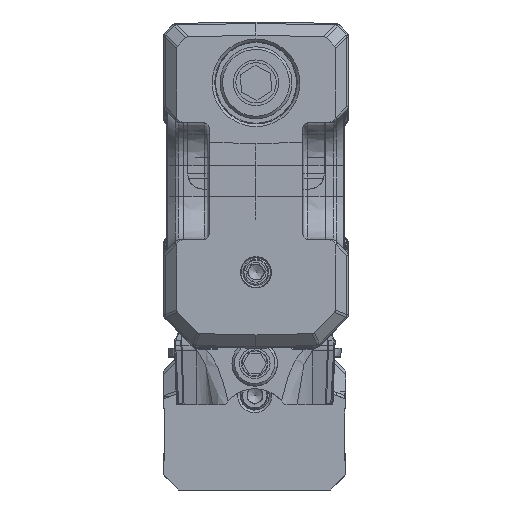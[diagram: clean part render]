
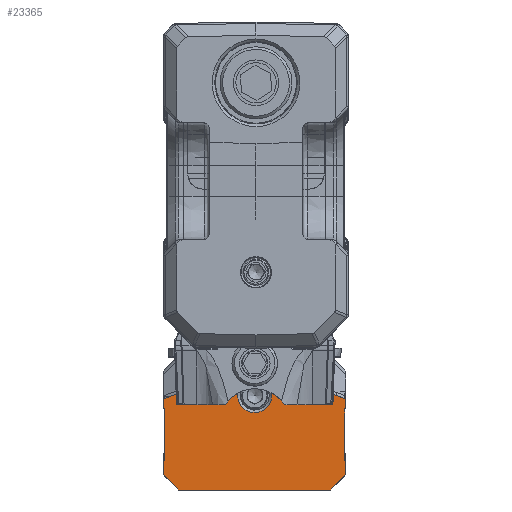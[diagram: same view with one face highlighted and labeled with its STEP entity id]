
A CAD part, front view. The second image highlights one B-rep face of the part: STEP entity #23365.
In plain terms, the highlighted planar face has unit normal (0, -1, 0).
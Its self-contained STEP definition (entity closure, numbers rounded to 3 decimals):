
#9130=FACE_BOUND('',#37796,.T.);
#9131=FACE_BOUND('',#37797,.T.);
#23365=ADVANCED_FACE('',(#9130,#9131),#28207,.F.);
#28207=PLANE('',#118481);
#37796=EDGE_LOOP('',(#50882,#50883,#50884,#50885,#50886,#50887,#50888,#50889,
#50890,#50891,#50892,#50893,#50894,#50895,#50896,#50897,#50898,#50899,#50900,
#50901,#50902,#50903));
#37797=EDGE_LOOP('',(#50904));
#50882=ORIENTED_EDGE('',*,*,#83752,.T.);
#50883=ORIENTED_EDGE('',*,*,#80847,.T.);
#50884=ORIENTED_EDGE('',*,*,#80848,.F.);
#50885=ORIENTED_EDGE('',*,*,#80866,.T.);
#50886=ORIENTED_EDGE('',*,*,#83751,.T.);
#50887=ORIENTED_EDGE('',*,*,#83500,.T.);
#50888=ORIENTED_EDGE('',*,*,#81434,.F.);
#50889=ORIENTED_EDGE('',*,*,#83567,.T.);
#50890=ORIENTED_EDGE('',*,*,#83739,.T.);
#50891=ORIENTED_EDGE('',*,*,#80921,.T.);
#50892=ORIENTED_EDGE('',*,*,#80907,.T.);
#50893=ORIENTED_EDGE('',*,*,#80896,.T.);
#50894=ORIENTED_EDGE('',*,*,#81421,.T.);
#50895=ORIENTED_EDGE('',*,*,#83570,.F.);
#50896=ORIENTED_EDGE('',*,*,#83218,.F.);
#50897=ORIENTED_EDGE('',*,*,#83220,.F.);
#50898=ORIENTED_EDGE('',*,*,#83629,.F.);
#50899=ORIENTED_EDGE('',*,*,#81372,.T.);
#50900=ORIENTED_EDGE('',*,*,#83631,.T.);
#50901=ORIENTED_EDGE('',*,*,#83525,.T.);
#50902=ORIENTED_EDGE('',*,*,#83524,.T.);
#50903=ORIENTED_EDGE('',*,*,#83205,.T.);
#50904=ORIENTED_EDGE('',*,*,#81148,.T.);
#71534=VERTEX_POINT('',#155508);
#71535=VERTEX_POINT('',#155510);
#71536=VERTEX_POINT('',#155514);
#71551=VERTEX_POINT('',#155548);
#71572=VERTEX_POINT('',#155605);
#71575=VERTEX_POINT('',#155610);
#71585=VERTEX_POINT('',#155634);
#71594=VERTEX_POINT('',#155658);
#71780=VERTEX_POINT('',#156222);
#71958=VERTEX_POINT('',#156729);
#71959=VERTEX_POINT('',#156731);
#72005=VERTEX_POINT('',#156890);
#72014=VERTEX_POINT('',#156914);
#72015=VERTEX_POINT('',#156916);
#73140=VERTEX_POINT('',#168536);
#73141=VERTEX_POINT('',#168538);
#73147=VERTEX_POINT('',#168559);
#73148=VERTEX_POINT('',#168561);
#73149=VERTEX_POINT('',#168565);
#73267=VERTEX_POINT('',#170245);
#73278=VERTEX_POINT('',#170328);
#73279=VERTEX_POINT('',#170332);
#73293=VERTEX_POINT('',#170487);
#80847=EDGE_CURVE('',#71534,#71535,#94635,.T.);
#80848=EDGE_CURVE('',#71536,#71535,#94636,.T.);
#80866=EDGE_CURVE('',#71536,#71551,#94649,.T.);
#80896=EDGE_CURVE('',#71572,#71575,#94670,.T.);
#80907=EDGE_CURVE('',#71585,#71572,#94676,.T.);
#80921=EDGE_CURVE('',#71594,#71585,#94687,.T.);
#81148=EDGE_CURVE('',#71780,#71780,#110724,.T.);
#81372=EDGE_CURVE('',#71959,#71958,#94899,.T.);
#81421=EDGE_CURVE('',#71575,#72005,#94918,.T.);
#81434=EDGE_CURVE('',#72014,#72015,#94928,.T.);
#83205=EDGE_CURVE('',#73141,#73140,#95556,.T.);
#83218=EDGE_CURVE('',#73148,#73147,#111284,.T.);
#83220=EDGE_CURVE('',#73149,#73148,#95569,.T.);
#83500=EDGE_CURVE('',#73267,#72015,#95717,.T.);
#83524=EDGE_CURVE('',#73278,#73141,#111318,.T.);
#83525=EDGE_CURVE('',#73279,#73278,#95733,.T.);
#83567=EDGE_CURVE('',#72014,#73293,#95767,.T.);
#83570=EDGE_CURVE('',#73147,#72005,#95770,.T.);
#83629=EDGE_CURVE('',#71959,#73149,#111334,.T.);
#83631=EDGE_CURVE('',#71958,#73279,#111335,.T.);
#83739=EDGE_CURVE('',#73293,#71594,#95868,.T.);
#83751=EDGE_CURVE('',#71551,#73267,#95880,.T.);
#83752=EDGE_CURVE('',#73140,#71534,#95881,.T.);
#94635=LINE('',#155511,#102975);
#94636=LINE('',#155513,#102976);
#94649=LINE('',#155549,#102989);
#94670=LINE('',#155611,#103010);
#94676=LINE('',#155633,#103016);
#94687=LINE('',#155661,#103027);
#94899=LINE('',#156730,#103239);
#94918=LINE('',#156891,#103258);
#94928=LINE('',#156915,#103268);
#95556=LINE('',#168537,#103969);
#95569=LINE('',#168566,#103982);
#95717=LINE('',#170247,#104130);
#95733=LINE('',#170331,#104146);
#95767=LINE('',#170488,#104180);
#95770=LINE('',#170494,#104183);
#95868=LINE('',#171161,#104281);
#95880=LINE('',#171191,#104293);
#95881=LINE('',#171194,#104294);
#102975=VECTOR('',#127064,1.);
#102976=VECTOR('',#127067,1.);
#102989=VECTOR('',#127094,1.);
#103010=VECTOR('',#127149,1.);
#103016=VECTOR('',#127169,1.);
#103027=VECTOR('',#127192,1.);
#103239=VECTOR('',#128134,1.);
#103258=VECTOR('',#128195,1.);
#103268=VECTOR('',#128215,1.);
#103969=VECTOR('',#130950,1.);
#103982=VECTOR('',#130977,1.);
#104130=VECTOR('',#131493,1.);
#104146=VECTOR('',#131575,1.);
#104180=VECTOR('',#131665,1.);
#104183=VECTOR('',#131672,1.);
#104281=VECTOR('',#132096,1.);
#104293=VECTOR('',#132144,1.);
#104294=VECTOR('',#132149,1.);
#110724=CIRCLE('',#116823,1.7);
#111284=CIRCLE('',#118048,0.8);
#111318=CIRCLE('',#118265,0.8);
#111334=CIRCLE('',#118357,0.8);
#111335=CIRCLE('',#118361,0.8);
#116823=AXIS2_PLACEMENT_3D('',#156221,#127669,#127670);
#118048=AXIS2_PLACEMENT_3D('',#168562,#130972,#130973);
#118265=AXIS2_PLACEMENT_3D('',#170329,#131571,#131572);
#118357=AXIS2_PLACEMENT_3D('',#170811,#131816,#131817);
#118361=AXIS2_PLACEMENT_3D('',#170816,#131825,#131826);
#118481=AXIS2_PLACEMENT_3D('',#171196,#132152,#132153);
#127064=DIRECTION('',(1.,0.,0.));
#127067=DIRECTION('',(0.,0.,1.));
#127094=DIRECTION('',(-1.,0.,0.));
#127149=DIRECTION('',(1.,0.,0.));
#127169=DIRECTION('',(0.,0.,1.));
#127192=DIRECTION('',(-1.,0.,0.));
#127669=DIRECTION('',(0.,1.,0.));
#127670=DIRECTION('',(-1.,0.,0.));
#128134=DIRECTION('',(-1.,0.,0.));
#128195=DIRECTION('',(0.,0.,1.));
#128215=DIRECTION('',(-1.,0.,0.));
#130950=DIRECTION('',(-0.94,0.,-0.342));
#130972=DIRECTION('',(0.,-1.,0.));
#130973=DIRECTION('',(-1.,0.,0.));
#130977=DIRECTION('',(-0.5,0.,-0.866));
#131493=DIRECTION('',(0.707,0.,-0.707));
#131571=DIRECTION('',(0.,1.,0.));
#131572=DIRECTION('',(-1.,0.,0.));
#131575=DIRECTION('',(0.5,0.,-0.866));
#131665=DIRECTION('',(0.707,0.,0.707));
#131672=DIRECTION('',(0.94,0.,-0.342));
#131816=DIRECTION('',(0.,1.,0.));
#131817=DIRECTION('',(-1.,0.,0.));
#131825=DIRECTION('',(0.,-1.,0.));
#131826=DIRECTION('',(-1.,0.,0.));
#132096=DIRECTION('',(0.,0.,1.));
#132144=DIRECTION('',(0.,0.,-1.));
#132149=DIRECTION('',(0.,0.,-1.));
#132152=DIRECTION('',(0.,1.,0.));
#132153=DIRECTION('',(0.,0.,1.));
#155508=CARTESIAN_POINT('',(-9.,712.5,-38.2));
#155510=CARTESIAN_POINT('',(-8.885,712.5,-38.2));
#155511=CARTESIAN_POINT('',(0.,712.5,-38.2));
#155513=CARTESIAN_POINT('',(-8.885,712.5,-46.2));
#155514=CARTESIAN_POINT('',(-8.885,712.5,-43.285));
#155548=CARTESIAN_POINT('',(-9.,712.5,-43.285));
#155549=CARTESIAN_POINT('',(0.,712.5,-43.285));
#155605=CARTESIAN_POINT('',(8.885,712.5,-38.2));
#155610=CARTESIAN_POINT('',(9.,712.5,-38.2));
#155611=CARTESIAN_POINT('',(0.,712.5,-38.2));
#155633=CARTESIAN_POINT('',(8.885,712.5,-46.2));
#155634=CARTESIAN_POINT('',(8.885,712.5,-43.285));
#155658=CARTESIAN_POINT('',(9.,712.5,-43.285));
#155661=CARTESIAN_POINT('',(0.,712.5,-43.285));
#156221=CARTESIAN_POINT('',(0.,712.5,-36.874));
#156222=CARTESIAN_POINT('',(-1.7,712.5,-36.874));
#156729=CARTESIAN_POINT('',(-5.922,712.5,-33.2));
#156730=CARTESIAN_POINT('',(0.,712.5,-33.2));
#156731=CARTESIAN_POINT('',(5.922,712.5,-33.2));
#156890=CARTESIAN_POINT('',(9.,712.5,-37.2));
#156891=CARTESIAN_POINT('',(9.,712.5,-46.2));
#156914=CARTESIAN_POINT('',(7.5,712.5,-46.2));
#156915=CARTESIAN_POINT('',(0.,712.5,-46.2));
#156916=CARTESIAN_POINT('',(-7.5,712.5,-46.2));
#168536=CARTESIAN_POINT('',(-9.,712.5,-37.2));
#168537=CARTESIAN_POINT('',(-3.945,712.5,-35.36));
#168538=CARTESIAN_POINT('',(-5.922,712.5,-36.08));
#168559=CARTESIAN_POINT('',(5.922,712.5,-36.08));
#168561=CARTESIAN_POINT('',(5.502,712.5,-34.928));
#168562=CARTESIAN_POINT('',(6.195,712.5,-35.328));
#168565=CARTESIAN_POINT('',(5.985,712.5,-34.092));
#168566=CARTESIAN_POINT('',(-0.754,712.5,-45.765));
#170245=CARTESIAN_POINT('',(-9.,712.5,-44.7));
#170247=CARTESIAN_POINT('',(-3.75,712.5,-49.95));
#170328=CARTESIAN_POINT('',(-5.502,712.5,-34.928));
#170329=CARTESIAN_POINT('',(-6.195,712.5,-35.328));
#170331=CARTESIAN_POINT('',(0.754,712.5,-45.765));
#170332=CARTESIAN_POINT('',(-5.985,712.5,-34.092));
#170487=CARTESIAN_POINT('',(9.,712.5,-44.7));
#170488=CARTESIAN_POINT('',(3.75,712.5,-49.95));
#170494=CARTESIAN_POINT('',(3.945,712.5,-35.36));
#170811=CARTESIAN_POINT('',(5.292,712.5,-33.692));
#170816=CARTESIAN_POINT('',(-5.292,712.5,-33.692));
#171161=CARTESIAN_POINT('',(9.,712.5,-46.2));
#171191=CARTESIAN_POINT('',(-9.,712.5,-46.2));
#171194=CARTESIAN_POINT('',(-9.,712.5,-46.2));
#171196=CARTESIAN_POINT('',(0.,712.5,-46.2));
